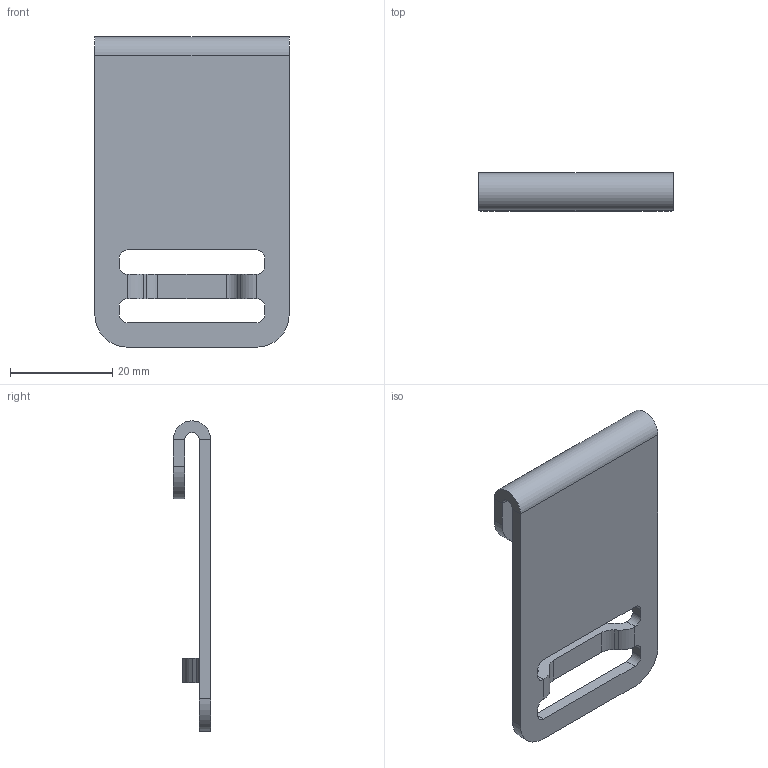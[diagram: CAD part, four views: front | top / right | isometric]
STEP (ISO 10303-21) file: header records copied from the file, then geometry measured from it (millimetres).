
FILE_DESCRIPTION(/* description */ (''),/* implementation_level */ '2;1');
FILE_NAME(/* name */ 'NewStrapClip.ipt.stp',/* time_stamp */ '2014-12-18T16:48:16-08:00',/* author */ ('Autodesk Inc.'),/* organization */ ('Autodesk Inc.'),/* preprocessor_version */ 'ST-DEVELOPER v15.6',/* originating_system */ 'Autodesk Inventor 2015',/* authorisation */ '');
FILE_SCHEMA (('AUTOMOTIVE_DESIGN { 1 0 10303 214 3 1 1 }'));
Length unit declared in the file: inch
Products named in the file (1): NewStrapClip
Bounding box: 38.1 x 7.37 x 60.83 mm (x, y, z)
Volume: 6010.8 mm3; surface area: 6060.8 mm2
Topology: 1 solids, 1 shells, 48 faces, 136 edges, 88 vertices
Faces by surface type: plane 26, cylinder 22
Entity records: 1601 total; most frequent: DIRECTION 278, CARTESIAN_POINT 273, ORIENTED_EDGE 272, EDGE_CURVE 136, AXIS2_PLACEMENT_3D 93, LINE 92, VECTOR 92, VERTEX_POINT 88
